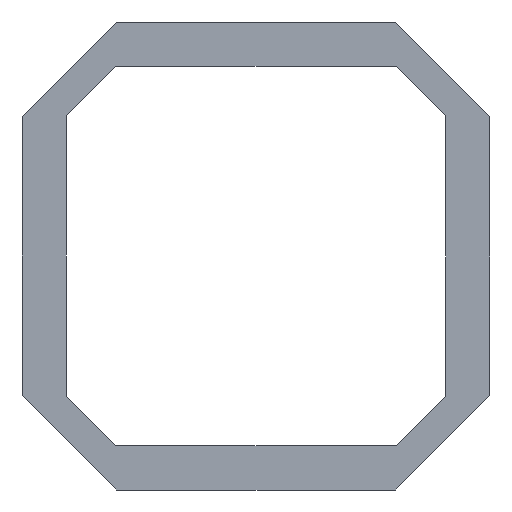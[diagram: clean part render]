
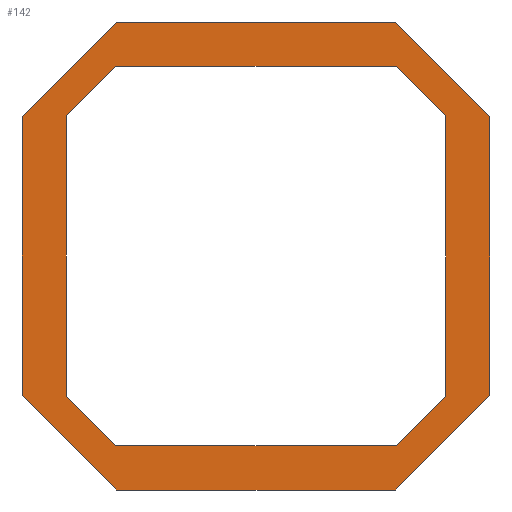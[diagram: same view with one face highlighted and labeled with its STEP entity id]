
A CAD part, front view. The second image highlights one B-rep face of the part: STEP entity #142.
In plain terms, the highlighted planar face has unit normal (0, -1, 0).
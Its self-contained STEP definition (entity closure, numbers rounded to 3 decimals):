
#3 = EDGE_CURVE ( 'NONE', #8, #88, #511, .T. ) ;
#7 = CARTESIAN_POINT ( 'NONE',  ( 15.5, 0., 26. ) ) ;
#8 = VERTEX_POINT ( 'NONE', #207 ) ;
#9 = CARTESIAN_POINT ( 'NONE',  ( 21.1, 0., -15.6 ) ) ;
#15 = CARTESIAN_POINT ( 'NONE',  ( 15.6, 0., -21.1 ) ) ;
#16 = LINE ( 'NONE', #172, #286 ) ;
#18 = ORIENTED_EDGE ( 'NONE', *, *, #262, .F. ) ;
#22 = CARTESIAN_POINT ( 'NONE',  ( 21.1, 0., 15.6 ) ) ;
#25 = CARTESIAN_POINT ( 'NONE',  ( 15.5, 0., -26. ) ) ;
#26 = CARTESIAN_POINT ( 'NONE',  ( 21.1, 0., -15.6 ) ) ;
#31 = VERTEX_POINT ( 'NONE', #353 ) ;
#41 = VECTOR ( 'NONE', #140, 1000. ) ;
#47 = VECTOR ( 'NONE', #208, 1000. ) ;
#52 = DIRECTION ( 'NONE',  ( 0.707, 0., -0.707 ) ) ;
#58 = LINE ( 'NONE', #449, #139 ) ;
#61 = CARTESIAN_POINT ( 'NONE',  ( 26., 0., -15.5 ) ) ;
#71 = CARTESIAN_POINT ( 'NONE',  ( -21.1, 0., -15.6 ) ) ;
#72 = EDGE_CURVE ( 'NONE', #31, #138, #257, .T. ) ;
#74 = DIRECTION ( 'NONE',  ( -1., 0., 0. ) ) ;
#75 = DIRECTION ( 'NONE',  ( 0., 0., 1. ) ) ;
#76 = ORIENTED_EDGE ( 'NONE', *, *, #259, .F. ) ;
#78 = CARTESIAN_POINT ( 'NONE',  ( 21.1, 0., 15.6 ) ) ;
#79 = VERTEX_POINT ( 'NONE', #15 ) ;
#82 = VECTOR ( 'NONE', #345, 1000. ) ;
#88 = VERTEX_POINT ( 'NONE', #554 ) ;
#99 = CARTESIAN_POINT ( 'NONE',  ( -15.5, 0., -26. ) ) ;
#103 = LINE ( 'NONE', #191, #630 ) ;
#116 = CARTESIAN_POINT ( 'NONE',  ( 26., 0., -15.5 ) ) ;
#118 = DIRECTION ( 'NONE',  ( 0.707, 0., 0.707 ) ) ;
#122 = CARTESIAN_POINT ( 'NONE',  ( -15.6, 0., 21.1 ) ) ;
#124 = CARTESIAN_POINT ( 'NONE',  ( -26., 0., -15.5 ) ) ;
#125 = ORIENTED_EDGE ( 'NONE', *, *, #193, .F. ) ;
#132 = ORIENTED_EDGE ( 'NONE', *, *, #279, .F. ) ;
#138 = VERTEX_POINT ( 'NONE', #122 ) ;
#139 = VECTOR ( 'NONE', #52, 1000. ) ;
#140 = DIRECTION ( 'NONE',  ( 0.707, 0., -0.707 ) ) ;
#142 = ADVANCED_FACE ( 'NONE', ( #318, #170 ), #464, .F. ) ;
#146 = EDGE_CURVE ( 'NONE', #534, #380, #472, .T. ) ;
#157 = CARTESIAN_POINT ( 'NONE',  ( -15.5, 0., 26. ) ) ;
#164 = LINE ( 'NONE', #25, #307 ) ;
#170 = FACE_OUTER_BOUND ( 'NONE', #637, .T. ) ;
#172 = CARTESIAN_POINT ( 'NONE',  ( 15.6, 0., -21.1 ) ) ;
#182 = CARTESIAN_POINT ( 'NONE',  ( 26., 0., 15.5 ) ) ;
#186 = ORIENTED_EDGE ( 'NONE', *, *, #146, .T. ) ;
#191 = CARTESIAN_POINT ( 'NONE',  ( 26., 0., 15.5 ) ) ;
#192 = ORIENTED_EDGE ( 'NONE', *, *, #440, .T. ) ;
#193 = EDGE_CURVE ( 'NONE', #281, #333, #565, .T. ) ;
#195 = ORIENTED_EDGE ( 'NONE', *, *, #475, .F. ) ;
#206 = EDGE_CURVE ( 'NONE', #625, #534, #585, .T. ) ;
#207 = CARTESIAN_POINT ( 'NONE',  ( -15.6, 0., -21.1 ) ) ;
#208 = DIRECTION ( 'NONE',  ( 1., 0., 0. ) ) ;
#212 = VECTOR ( 'NONE', #280, 1000. ) ;
#216 = CARTESIAN_POINT ( 'NONE',  ( 15.5, 0., -26. ) ) ;
#243 = ORIENTED_EDGE ( 'NONE', *, *, #72, .T. ) ;
#248 = CARTESIAN_POINT ( 'NONE',  ( -15.5, 0., -26. ) ) ;
#257 = LINE ( 'NONE', #451, #533 ) ;
#258 = DIRECTION ( 'NONE',  ( -0.707, 0., 0.707 ) ) ;
#259 = EDGE_CURVE ( 'NONE', #518, #388, #547, .T. ) ;
#261 = CARTESIAN_POINT ( 'NONE',  ( -21.1, 0., 15.6 ) ) ;
#262 = EDGE_CURVE ( 'NONE', #409, #537, #354, .T. ) ;
#265 = CARTESIAN_POINT ( 'NONE',  ( -15.5, 0., 26. ) ) ;
#267 = LINE ( 'NONE', #463, #47 ) ;
#270 = EDGE_CURVE ( 'NONE', #309, #281, #543, .T. ) ;
#273 = ORIENTED_EDGE ( 'NONE', *, *, #552, .F. ) ;
#274 = LINE ( 'NONE', #460, #358 ) ;
#279 = EDGE_CURVE ( 'NONE', #598, #409, #103, .T. ) ;
#280 = DIRECTION ( 'NONE',  ( 0., 0., -1. ) ) ;
#281 = VERTEX_POINT ( 'NONE', #343 ) ;
#286 = VECTOR ( 'NONE', #316, 1000. ) ;
#293 = ORIENTED_EDGE ( 'NONE', *, *, #422, .T. ) ;
#302 = DIRECTION ( 'NONE',  ( 0., 0., -1. ) ) ;
#307 = VECTOR ( 'NONE', #616, 1000. ) ;
#309 = VERTEX_POINT ( 'NONE', #248 ) ;
#310 = CARTESIAN_POINT ( 'NONE',  ( -26., 0., 15.5 ) ) ;
#316 = DIRECTION ( 'NONE',  ( -0.707, 0., -0.707 ) ) ;
#318 = FACE_BOUND ( 'NONE', #581, .T. ) ;
#327 = VECTOR ( 'NONE', #611, 1000. ) ;
#329 = DIRECTION ( 'NONE',  ( 0., 1., 0. ) ) ;
#333 = VERTEX_POINT ( 'NONE', #389 ) ;
#343 = CARTESIAN_POINT ( 'NONE',  ( -26., 0., -15.5 ) ) ;
#345 = DIRECTION ( 'NONE',  ( 1., 0., 0. ) ) ;
#353 = CARTESIAN_POINT ( 'NONE',  ( -21.1, 0., 15.6 ) ) ;
#354 = LINE ( 'NONE', #61, #608 ) ;
#355 = DIRECTION ( 'NONE',  ( 0.707, 0., 0.707 ) ) ;
#357 = EDGE_CURVE ( 'NONE', #388, #598, #58, .T. ) ;
#358 = VECTOR ( 'NONE', #74, 1000. ) ;
#380 = VERTEX_POINT ( 'NONE', #9 ) ;
#388 = VERTEX_POINT ( 'NONE', #7 ) ;
#389 = CARTESIAN_POINT ( 'NONE',  ( -26., 0., 15.5 ) ) ;
#396 = VECTOR ( 'NONE', #517, 1000. ) ;
#402 = ORIENTED_EDGE ( 'NONE', *, *, #3, .T. ) ;
#409 = VERTEX_POINT ( 'NONE', #116 ) ;
#422 = EDGE_CURVE ( 'NONE', #380, #79, #16, .T. ) ;
#425 = CARTESIAN_POINT ( 'NONE',  ( 0., 0., 0. ) ) ;
#426 = ORIENTED_EDGE ( 'NONE', *, *, #270, .F. ) ;
#440 = EDGE_CURVE ( 'NONE', #79, #8, #274, .T. ) ;
#445 = VECTOR ( 'NONE', #258, 1000. ) ;
#447 = VECTOR ( 'NONE', #549, 1000. ) ;
#449 = CARTESIAN_POINT ( 'NONE',  ( 15.5, 0., 26. ) ) ;
#450 = EDGE_CURVE ( 'NONE', #88, #31, #620, .T. ) ;
#451 = CARTESIAN_POINT ( 'NONE',  ( -15.6, 0., 21.1 ) ) ;
#452 = DIRECTION ( 'NONE',  ( -0.707, 0., -0.707 ) ) ;
#460 = CARTESIAN_POINT ( 'NONE',  ( -15.6, 0., -21.1 ) ) ;
#463 = CARTESIAN_POINT ( 'NONE',  ( 15.6, 0., 21.1 ) ) ;
#464 = PLANE ( 'NONE',  #493 ) ;
#468 = ORIENTED_EDGE ( 'NONE', *, *, #357, .F. ) ;
#472 = LINE ( 'NONE', #26, #212 ) ;
#474 = CARTESIAN_POINT ( 'NONE',  ( 15.6, 0., 21.1 ) ) ;
#475 = EDGE_CURVE ( 'NONE', #333, #518, #558, .T. ) ;
#480 = EDGE_CURVE ( 'NONE', #138, #625, #267, .T. ) ;
#493 = AXIS2_PLACEMENT_3D ( 'NONE', #425, #329, #75 ) ;
#494 = ORIENTED_EDGE ( 'NONE', *, *, #206, .T. ) ;
#496 = ORIENTED_EDGE ( 'NONE', *, *, #450, .T. ) ;
#511 = LINE ( 'NONE', #71, #447 ) ;
#517 = DIRECTION ( 'NONE',  ( 0., 0., 1. ) ) ;
#518 = VERTEX_POINT ( 'NONE', #265 ) ;
#527 = ORIENTED_EDGE ( 'NONE', *, *, #480, .T. ) ;
#532 = VECTOR ( 'NONE', #118, 1000. ) ;
#533 = VECTOR ( 'NONE', #355, 1000. ) ;
#534 = VERTEX_POINT ( 'NONE', #22 ) ;
#537 = VERTEX_POINT ( 'NONE', #216 ) ;
#543 = LINE ( 'NONE', #99, #445 ) ;
#547 = LINE ( 'NONE', #157, #82 ) ;
#549 = DIRECTION ( 'NONE',  ( -0.707, 0., 0.707 ) ) ;
#552 = EDGE_CURVE ( 'NONE', #537, #309, #164, .T. ) ;
#554 = CARTESIAN_POINT ( 'NONE',  ( -21.1, 0., -15.6 ) ) ;
#558 = LINE ( 'NONE', #310, #532 ) ;
#565 = LINE ( 'NONE', #124, #396 ) ;
#581 = EDGE_LOOP ( 'NONE', ( #496, #243, #527, #494, #186, #293, #192, #402 ) ) ;
#585 = LINE ( 'NONE', #78, #41 ) ;
#598 = VERTEX_POINT ( 'NONE', #182 ) ;
#608 = VECTOR ( 'NONE', #452, 1000. ) ;
#611 = DIRECTION ( 'NONE',  ( 0., 0., 1. ) ) ;
#616 = DIRECTION ( 'NONE',  ( -1., 0., 0. ) ) ;
#620 = LINE ( 'NONE', #261, #327 ) ;
#625 = VERTEX_POINT ( 'NONE', #474 ) ;
#630 = VECTOR ( 'NONE', #302, 1000. ) ;
#637 = EDGE_LOOP ( 'NONE', ( #195, #125, #426, #273, #18, #132, #468, #76 ) ) ;
